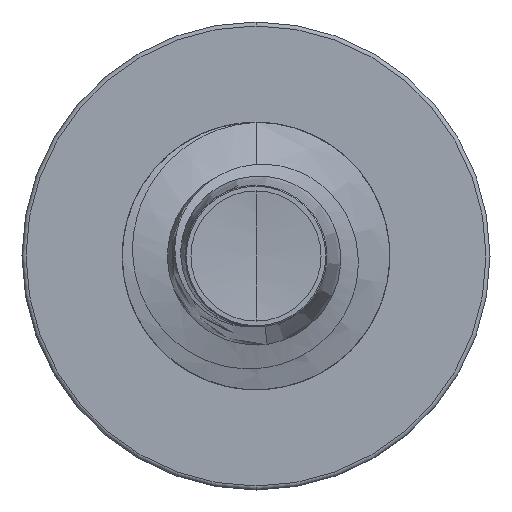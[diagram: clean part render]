
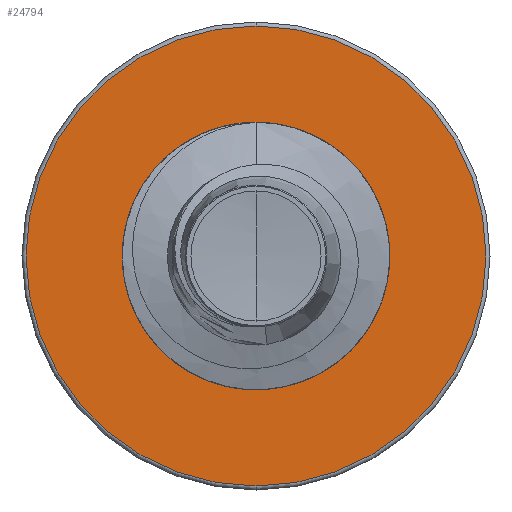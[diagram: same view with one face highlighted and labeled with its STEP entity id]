
A CAD part, front view. The second image highlights one B-rep face of the part: STEP entity #24794.
In plain terms, the highlighted planar face has unit normal (0, -1, 0).
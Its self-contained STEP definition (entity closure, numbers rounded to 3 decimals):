
#585 = CARTESIAN_POINT ( 'NONE',  ( 0., 37.5, 0. ) ) ;
#644 = DIRECTION ( 'NONE',  ( 0., 1., 0. ) ) ;
#1100 = CARTESIAN_POINT ( 'NONE',  ( 0., 37.5, -3.694 ) ) ;
#1219 = AXIS2_PLACEMENT_3D ( 'NONE', #6002, #20815, #8398 ) ;
#3053 = DIRECTION ( 'NONE',  ( 0., 0., 1. ) ) ;
#4038 = ORIENTED_EDGE ( 'NONE', *, *, #24574, .F. ) ;
#4216 = VERTEX_POINT ( 'NONE', #7695 ) ;
#4248 = ORIENTED_EDGE ( 'NONE', *, *, #23805, .F. ) ;
#5184 = CIRCLE ( 'NONE', #1219, 3.694 ) ;
#5211 = CARTESIAN_POINT ( 'NONE',  ( 0., 37.5, 3.694 ) ) ;
#5618 = VERTEX_POINT ( 'NONE', #5850 ) ;
#5763 = CIRCLE ( 'NONE', #26061, 6.88 ) ;
#5850 = CARTESIAN_POINT ( 'NONE',  ( 0., 37.5, -6.88 ) ) ;
#6002 = CARTESIAN_POINT ( 'NONE',  ( 0., 37.5, 0. ) ) ;
#6950 = AXIS2_PLACEMENT_3D ( 'NONE', #20583, #8114, #22440 ) ;
#7080 = EDGE_LOOP ( 'NONE', ( #16424, #20228 ) ) ;
#7695 = CARTESIAN_POINT ( 'NONE',  ( 0., 37.5, 6.88 ) ) ;
#8114 = DIRECTION ( 'NONE',  ( 0., 1., 0. ) ) ;
#8398 = DIRECTION ( 'NONE',  ( 0., 0., 1. ) ) ;
#9477 = AXIS2_PLACEMENT_3D ( 'NONE', #14567, #644, #16656 ) ;
#9610 = AXIS2_PLACEMENT_3D ( 'NONE', #1100, #24500, #12932 ) ;
#10493 = VERTEX_POINT ( 'NONE', #5211 ) ;
#12932 = DIRECTION ( 'NONE',  ( 0., 0., 1. ) ) ;
#14567 = CARTESIAN_POINT ( 'NONE',  ( 0., 37.5, 0. ) ) ;
#16424 = ORIENTED_EDGE ( 'NONE', *, *, #21389, .T. ) ;
#16613 = DIRECTION ( 'NONE',  ( 0., 1., 0. ) ) ;
#16656 = DIRECTION ( 'NONE',  ( 0., 0., 1. ) ) ;
#16988 = PLANE ( 'NONE',  #9610 ) ;
#17922 = EDGE_LOOP ( 'NONE', ( #4038, #4248 ) ) ;
#20228 = ORIENTED_EDGE ( 'NONE', *, *, #25161, .T. ) ;
#20583 = CARTESIAN_POINT ( 'NONE',  ( 0., 37.5, 0. ) ) ;
#20815 = DIRECTION ( 'NONE',  ( 0., 1., 0. ) ) ;
#21318 = CIRCLE ( 'NONE', #9477, 3.694 ) ;
#21389 = EDGE_CURVE ( 'NONE', #10493, #23382, #5184, .T. ) ;
#22440 = DIRECTION ( 'NONE',  ( 0., 0., 1. ) ) ;
#23107 = CARTESIAN_POINT ( 'NONE',  ( 0., 37.5, -3.694 ) ) ;
#23382 = VERTEX_POINT ( 'NONE', #23107 ) ;
#23805 = EDGE_CURVE ( 'NONE', #5618, #4216, #5763, .T. ) ;
#24500 = DIRECTION ( 'NONE',  ( 0., 1., 0. ) ) ;
#24520 = FACE_OUTER_BOUND ( 'NONE', #17922, .T. ) ;
#24574 = EDGE_CURVE ( 'NONE', #4216, #5618, #25605, .T. ) ;
#24794 = ADVANCED_FACE ( 'NONE', ( #24520, #25204 ), #16988, .F. ) ;
#25161 = EDGE_CURVE ( 'NONE', #23382, #10493, #21318, .T. ) ;
#25204 = FACE_BOUND ( 'NONE', #7080, .T. ) ;
#25605 = CIRCLE ( 'NONE', #6950, 6.88 ) ;
#26061 = AXIS2_PLACEMENT_3D ( 'NONE', #585, #16613, #3053 ) ;
